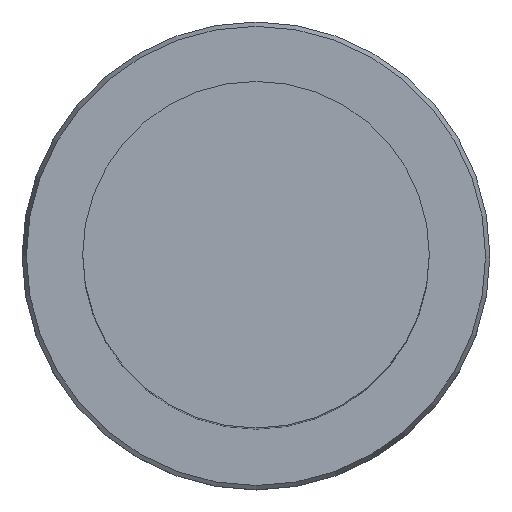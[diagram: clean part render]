
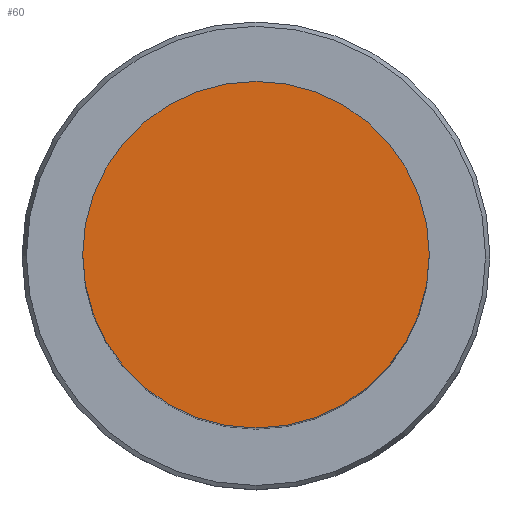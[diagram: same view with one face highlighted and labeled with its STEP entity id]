
A CAD part, top view. The second image highlights one B-rep face of the part: STEP entity #60.
In plain terms, the highlighted planar face has unit normal (0, 0, 1).
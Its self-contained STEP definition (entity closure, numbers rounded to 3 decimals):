
#46=EDGE_CURVE('240[2]',#107,#107,#108,.T.);
#60=ADVANCED_FACE('240[2]',(#129),#130,.T.);
#107=VERTEX_POINT('',#178);
#108=CIRCLE('',#179,20.);
#129=FACE_OUTER_BOUND('',#205,.T.);
#130=PLANE('',#206);
#178=CARTESIAN_POINT('',(0.,20.,240.));
#179=AXIS2_PLACEMENT_3D('',#254,#255,#256);
#205=EDGE_LOOP('',(#279));
#206=AXIS2_PLACEMENT_3D('',#280,#281,#282);
#254=CARTESIAN_POINT('',(0.,0.,240.));
#255=DIRECTION('',(0.,0.,-1.0));
#256=DIRECTION('',(0.,1.0,0.));
#279=ORIENTED_EDGE('',*,*,#46,.F.);
#280=CARTESIAN_POINT('',(0.,10.,240.));
#281=DIRECTION('',(0.0,0.,1.0));
#282=DIRECTION('',(1.0,0.,0.));
